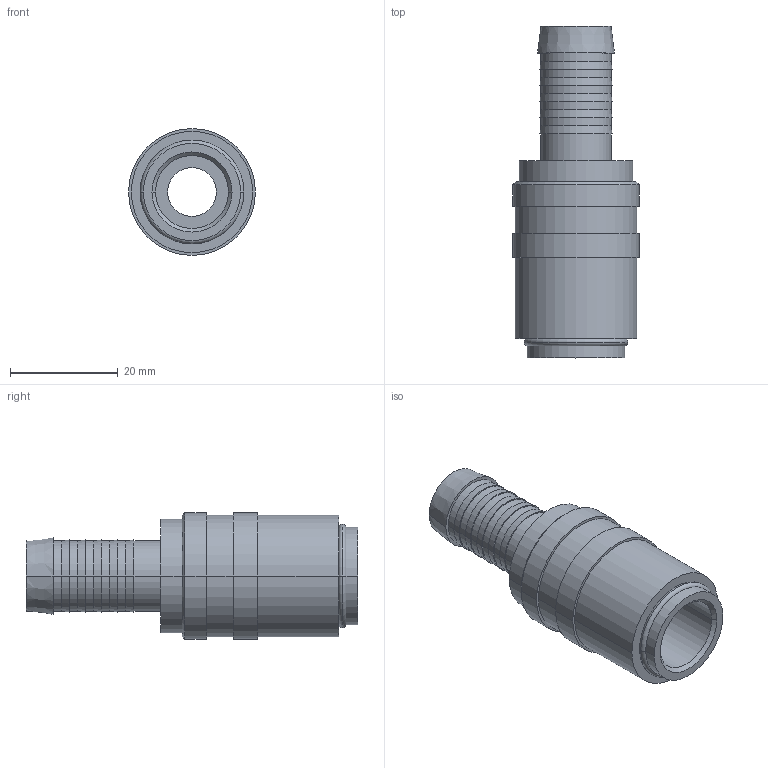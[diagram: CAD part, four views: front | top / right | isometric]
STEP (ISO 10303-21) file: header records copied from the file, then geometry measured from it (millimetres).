
FILE_DESCRIPTION(('STEP AP214'),'1');
FILE_NAME('eshe_13_tlab.stp','2020-04-22T06:06:55',('TraceParts'),('TraceParts S.A.'),'Spatial InterOp 3D',' ',' ');
FILE_SCHEMA(('automotive_design'));
Length unit declared in the file: millimetre
Products named in the file (1): 1
Bounding box: 23.5 x 61.5 x 23.5 mm (x, y, z)
Volume: 12447.9 mm3; surface area: 6392.1 mm2
Topology: 1 solids, 1 shells, 63 faces, 127 edges, 79 vertices
Faces by surface type: cylinder 28, cone 16, plane 15, torus 4
Entity records: 2192 total; most frequent: DIRECTION 338, CARTESIAN_POINT 270, ORIENTED_EDGE 254, AXIS2_PLACEMENT_3D 147, EDGE_CURVE 127, CIRCLE 83, VERTEX_POINT 79, EDGE_LOOP 78
